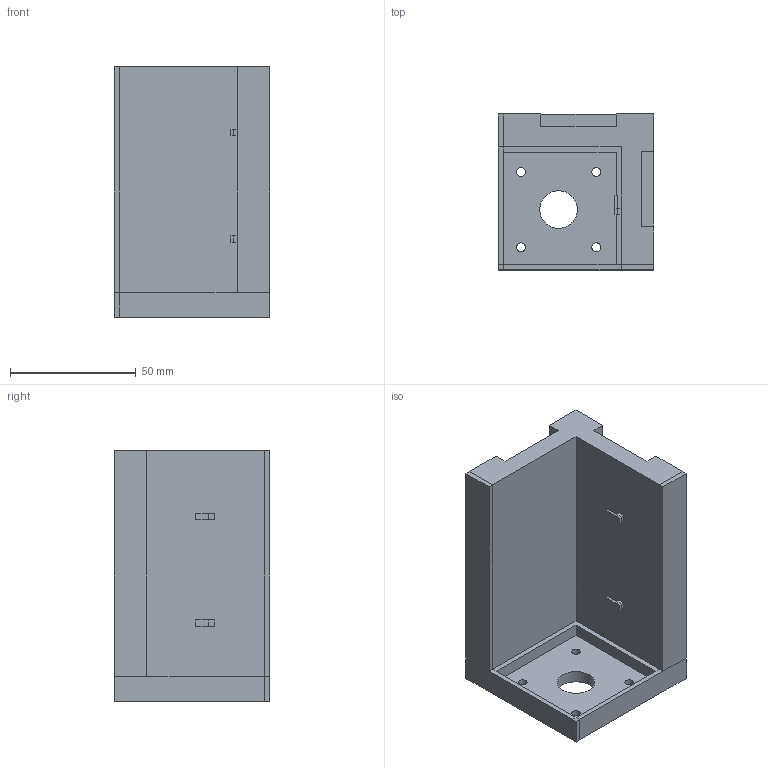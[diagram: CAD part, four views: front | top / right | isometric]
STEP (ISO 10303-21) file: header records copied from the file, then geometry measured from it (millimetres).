
FILE_DESCRIPTION(('FreeCAD Model'),'2;1');
FILE_NAME('Open CASCADE Shape Model','2024-08-10T17:26:43',(''),(''), 'Open CASCADE STEP processor 7.6','FreeCAD','Unknown');
FILE_SCHEMA(('AUTOMOTIVE_DESIGN { 1 0 10303 214 1 1 1 1 }'));
Length unit declared in the file: millimetre
Products named in the file (1): Pocket006
Bounding box: 62 x 62 x 100 mm (x, y, z)
Volume: 151165.3 mm3; surface area: 33933.1 mm2
Topology: 1 solids, 1 shells, 71 faces, 165 edges, 98 vertices
Faces by surface type: plane 66, cylinder 5
Full cylindrical faces by diameter (mm): 3.5 x4, 15 x1
Entity records: 1983 total; most frequent: CARTESIAN_POINT 335, ORIENTED_EDGE 330, DIRECTION 319, EDGE_CURVE 165, LINE 155, VECTOR 155, VERTEX_POINT 98, FACE_BOUND 83
